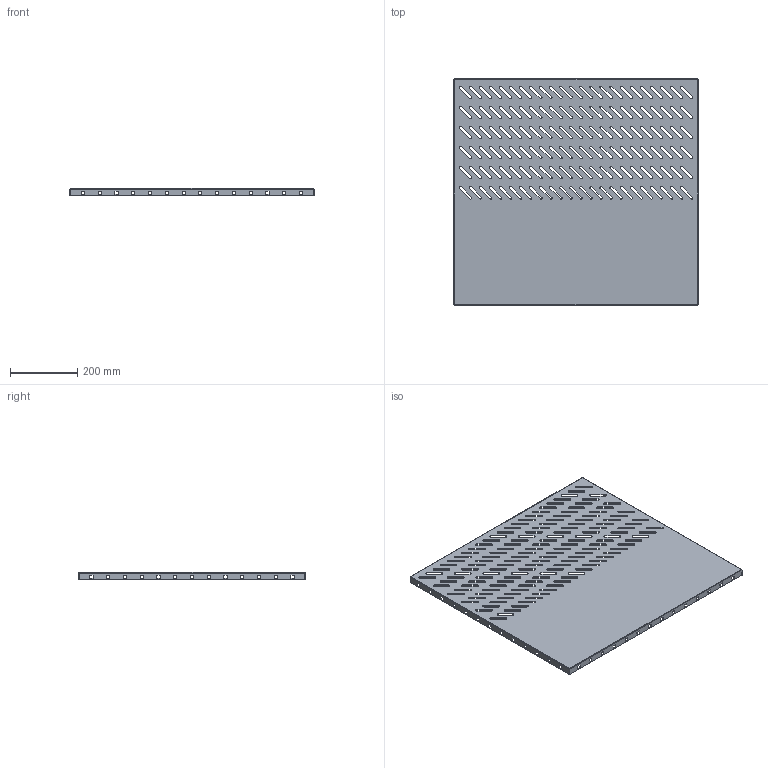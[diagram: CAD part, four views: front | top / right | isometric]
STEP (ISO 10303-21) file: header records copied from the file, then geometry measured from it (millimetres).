
FILE_DESCRIPTION (( 'STEP AP214' ), '1' );
FILE_NAME ('ÌÈ-2495.00.00.001 Ïåðåãîðîäêà ãîðèçîíòàëüíàÿ 800õ800.STEP', '2022-12-09T06:29:49', ( '' ), ( '' ), 'SwSTEP 2.0', 'SolidWorks 2021', '' );
FILE_SCHEMA (( 'AUTOMOTIVE_DESIGN' ));
Length unit declared in the file: millimetre
Products named in the file (1): ÌÈ-2495.00.00.001 Ïåðåãîðîäêà ãîðèçîíòàëüíàÿ 800õ800
Bounding box: 728 x 675 x 21 mm (x, y, z)
Volume: 493799.2 mm3; surface area: 1007526 mm2
Topology: 1 solids, 1 shells, 944 faces, 2794 edges, 1852 vertices
Faces by surface type: plane 514, cylinder 422, bspline 8
Entity records: 33124 total; most frequent: CARTESIAN_POINT 6343, ORIENTED_EDGE 5588, DIRECTION 5468, EDGE_CURVE 2794, LINE 1938, VECTOR 1938, VERTEX_POINT 1852, AXIS2_PLACEMENT_3D 1765
